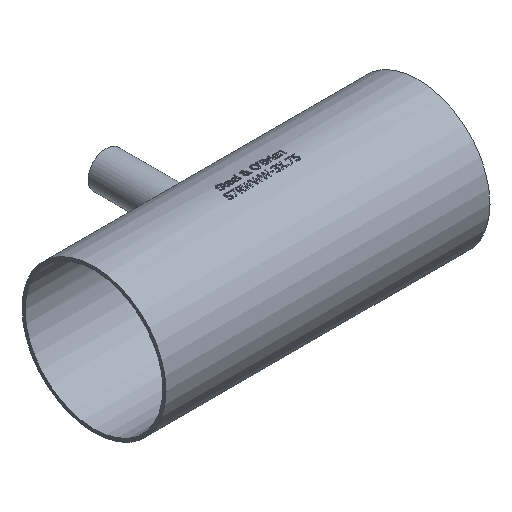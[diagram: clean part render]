
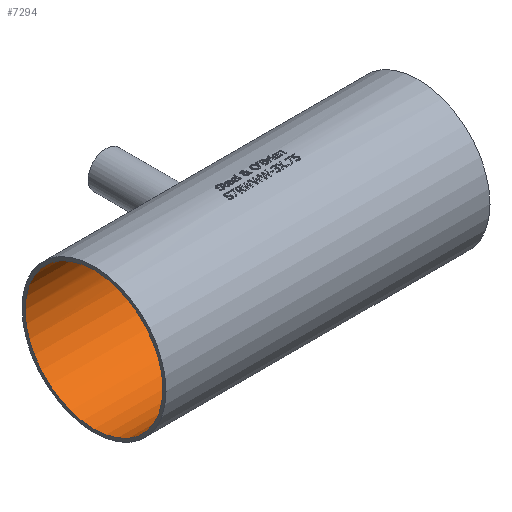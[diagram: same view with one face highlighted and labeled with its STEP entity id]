
A CAD part, isometric view. The second image highlights one B-rep face of the part: STEP entity #7294.
In plain terms, the highlighted cylindrical face has radius 36.449 mm (diameter 72.898 mm), a full revolution.
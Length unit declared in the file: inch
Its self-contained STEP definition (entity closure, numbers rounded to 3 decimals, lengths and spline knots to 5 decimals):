
#143=FACE_BOUND('',#1341,.T.);
#144=FACE_BOUND('',#1342,.T.);
#145=FACE_BOUND('',#1343,.T.);
#1341=EDGE_LOOP('',(#6823));
#1342=EDGE_LOOP('',(#6824));
#1343=EDGE_LOOP('',(#6825));
#2513=CIRCLE('',#7728,1.435);
#2514=CIRCLE('',#7729,1.435);
#2865=B_SPLINE_CURVE_WITH_KNOTS('',3,(#15847,#15848,#15849,#15850,#15851,
#15852,#15853,#15854,#15855,#15856,#15857,#15858,#15859,#15860,#15861,#15862,
#15863,#15864,#15865,#15866,#15867,#15868,#15869,#15870,#15871,#15872,#15873,
#15874,#15875,#15876,#15877,#15878,#15879,#15880),.UNSPECIFIED.,.T.,.F.,
(4,2,2,2,2,2,2,2,2,2,2,2,2,2,2,2,4),(0.,0.29763,0.59525,
0.89286,1.19046,1.48806,1.78567,2.08329,
2.38092,2.67855,2.97617,3.27378,3.57138,
3.86899,4.16659,4.46422,4.76184),
 .UNSPECIFIED.);
#3586=VERTEX_POINT('',#15846);
#3587=VERTEX_POINT('',#15882);
#3588=VERTEX_POINT('',#15884);
#4667=EDGE_CURVE('',#3586,#3586,#2865,.T.);
#4668=EDGE_CURVE('',#3587,#3587,#2513,.T.);
#4669=EDGE_CURVE('',#3588,#3588,#2514,.T.);
#6823=ORIENTED_EDGE('',*,*,#4667,.T.);
#6824=ORIENTED_EDGE('',*,*,#4668,.F.);
#6825=ORIENTED_EDGE('',*,*,#4669,.F.);
#6870=CYLINDRICAL_SURFACE('',#7727,1.435);
#7294=ADVANCED_FACE('',(#143,#144,#145),#6870,.F.);
#7727=AXIS2_PLACEMENT_3D('',#15881,#9110,#9111);
#7728=AXIS2_PLACEMENT_3D('',#15883,#9112,#9113);
#7729=AXIS2_PLACEMENT_3D('',#15885,#9114,#9115);
#9110=DIRECTION('center_axis',(-1.,0.,0.));
#9111=DIRECTION('ref_axis',(0.,0.,1.));
#9112=DIRECTION('center_axis',(1.,0.,0.));
#9113=DIRECTION('ref_axis',(0.,0.,1.));
#9114=DIRECTION('center_axis',(-1.,0.,0.));
#9115=DIRECTION('ref_axis',(0.,0.,1.));
#15846=CARTESIAN_POINT('',(0.,1.40112,0.31));
#15847=CARTESIAN_POINT('Ctrl Pts',(0.,1.40112,
0.31));
#15848=CARTESIAN_POINT('Ctrl Pts',(0.03906,1.40112,
0.31));
#15849=CARTESIAN_POINT('Ctrl Pts',(0.08063,1.40292,
0.30217));
#15850=CARTESIAN_POINT('Ctrl Pts',(0.15697,1.40937,0.27049));
#15851=CARTESIAN_POINT('Ctrl Pts',(0.19175,1.41392,0.24666));
#15852=CARTESIAN_POINT('Ctrl Pts',(0.24666,1.4224,0.19175));
#15853=CARTESIAN_POINT('Ctrl Pts',(0.27049,1.4269,0.15697));
#15854=CARTESIAN_POINT('Ctrl Pts',(0.30217,1.43324,0.08063));
#15855=CARTESIAN_POINT('Ctrl Pts',(0.31,1.435,0.03906));
#15856=CARTESIAN_POINT('Ctrl Pts',(0.31,1.435,-0.03906));
#15857=CARTESIAN_POINT('Ctrl Pts',(0.30217,1.43324,-0.08063));
#15858=CARTESIAN_POINT('Ctrl Pts',(0.27049,1.4269,-0.15697));
#15859=CARTESIAN_POINT('Ctrl Pts',(0.24666,1.4224,-0.19175));
#15860=CARTESIAN_POINT('Ctrl Pts',(0.19175,1.41392,-0.24666));
#15861=CARTESIAN_POINT('Ctrl Pts',(0.15697,1.40937,-0.27049));
#15862=CARTESIAN_POINT('Ctrl Pts',(0.08063,1.40292,
-0.30217));
#15863=CARTESIAN_POINT('Ctrl Pts',(0.03906,1.40112,
-0.31));
#15864=CARTESIAN_POINT('Ctrl Pts',(-0.03906,1.40112,
-0.31));
#15865=CARTESIAN_POINT('Ctrl Pts',(-0.08063,1.40292,
-0.30217));
#15866=CARTESIAN_POINT('Ctrl Pts',(-0.15697,1.40937,-0.27049));
#15867=CARTESIAN_POINT('Ctrl Pts',(-0.19175,1.41392,
-0.24666));
#15868=CARTESIAN_POINT('Ctrl Pts',(-0.24666,1.4224,
-0.19175));
#15869=CARTESIAN_POINT('Ctrl Pts',(-0.27049,1.4269,
-0.15697));
#15870=CARTESIAN_POINT('Ctrl Pts',(-0.30217,1.43324,
-0.08063));
#15871=CARTESIAN_POINT('Ctrl Pts',(-0.31,1.435,-0.03906));
#15872=CARTESIAN_POINT('Ctrl Pts',(-0.31,1.435,0.03906));
#15873=CARTESIAN_POINT('Ctrl Pts',(-0.30217,1.43324,
0.08063));
#15874=CARTESIAN_POINT('Ctrl Pts',(-0.27049,1.4269,
0.15697));
#15875=CARTESIAN_POINT('Ctrl Pts',(-0.24666,1.4224,
0.19175));
#15876=CARTESIAN_POINT('Ctrl Pts',(-0.19175,1.41392,
0.24666));
#15877=CARTESIAN_POINT('Ctrl Pts',(-0.15697,1.40937,0.27049));
#15878=CARTESIAN_POINT('Ctrl Pts',(-0.08063,1.40292,
0.30217));
#15879=CARTESIAN_POINT('Ctrl Pts',(-0.03906,1.40112,
0.31));
#15880=CARTESIAN_POINT('Ctrl Pts',(0.,1.40112,
0.31));
#15881=CARTESIAN_POINT('Origin',(3.375,0.,0.));
#15882=CARTESIAN_POINT('',(-3.375,0.,-1.435));
#15883=CARTESIAN_POINT('Origin',(-3.375,0.,0.));
#15884=CARTESIAN_POINT('',(3.375,0.,-1.435));
#15885=CARTESIAN_POINT('Origin',(3.375,0.,0.));
